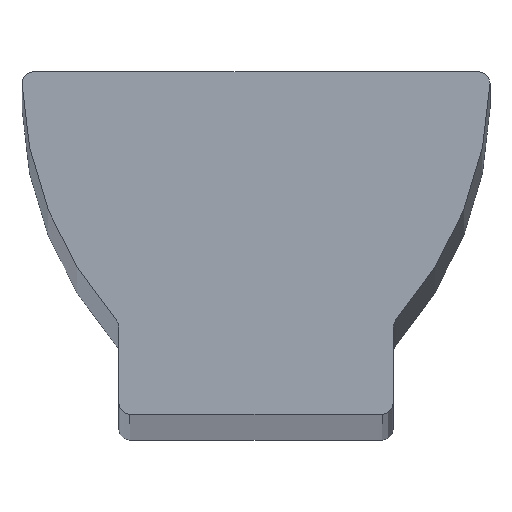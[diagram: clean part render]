
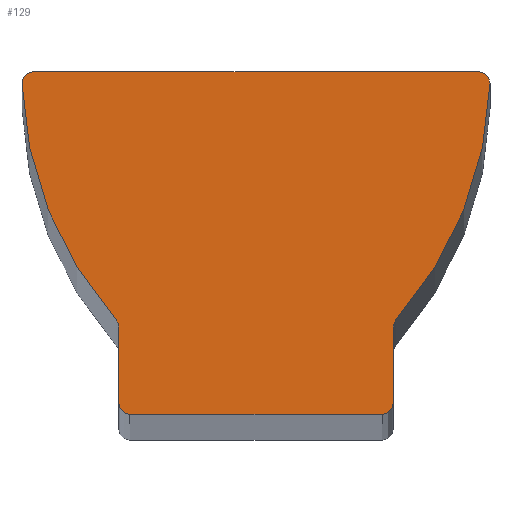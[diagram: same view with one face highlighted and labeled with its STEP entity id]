
A CAD part, top view. The second image highlights one B-rep face of the part: STEP entity #129.
In plain terms, the highlighted planar face has unit normal (0, 0, 1).
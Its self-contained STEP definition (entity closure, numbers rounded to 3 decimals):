
#6 = ORIENTED_EDGE ( 'NONE', *, *, #94, .T. ) ;
#19 = VERTEX_POINT ( 'NONE', #364 ) ;
#26 = EDGE_CURVE ( 'NONE', #49, #61, #235, .T. ) ;
#38 = EDGE_CURVE ( 'NONE', #53, #41, #207, .T. ) ;
#40 = EDGE_CURVE ( 'NONE', #41, #47, #212, .T. ) ;
#41 = VERTEX_POINT ( 'NONE', #264 ) ;
#47 = VERTEX_POINT ( 'NONE', #275 ) ;
#49 = VERTEX_POINT ( 'NONE', #262 ) ;
#53 = VERTEX_POINT ( 'NONE', #269 ) ;
#59 = EDGE_CURVE ( 'NONE', #61, #53, #326, .T. ) ;
#61 = VERTEX_POINT ( 'NONE', #316 ) ;
#73 = VERTEX_POINT ( 'NONE', #305 ) ;
#75 = EDGE_CURVE ( 'NONE', #90, #152, #307, .T. ) ;
#77 = EDGE_CURVE ( 'NONE', #73, #148, #359, .T. ) ;
#85 = EDGE_CURVE ( 'NONE', #19, #90, #341, .T. ) ;
#90 = VERTEX_POINT ( 'NONE', #346 ) ;
#94 = EDGE_CURVE ( 'NONE', #131, #135, #242, .T. ) ;
#108 = EDGE_CURVE ( 'NONE', #47, #19, #283, .T. ) ;
#112 = ORIENTED_EDGE ( 'NONE', *, *, #108, .T. ) ;
#116 = ORIENTED_EDGE ( 'NONE', *, *, #171, .T. ) ;
#117 = ORIENTED_EDGE ( 'NONE', *, *, #180, .T. ) ;
#120 = ORIENTED_EDGE ( 'NONE', *, *, #169, .T. ) ;
#122 = ORIENTED_EDGE ( 'NONE', *, *, #85, .T. ) ;
#125 = ORIENTED_EDGE ( 'NONE', *, *, #77, .T. ) ;
#126 = ORIENTED_EDGE ( 'NONE', *, *, #75, .T. ) ;
#127 = ORIENTED_EDGE ( 'NONE', *, *, #139, .T. ) ;
#128 = ORIENTED_EDGE ( 'NONE', *, *, #59, .T. ) ;
#129 = ADVANCED_FACE ( 'NONE', ( #279 ), #287, .F. ) ;
#131 = VERTEX_POINT ( 'NONE', #455 ) ;
#132 = ORIENTED_EDGE ( 'NONE', *, *, #38, .T. ) ;
#133 = ORIENTED_EDGE ( 'NONE', *, *, #26, .T. ) ;
#135 = VERTEX_POINT ( 'NONE', #437 ) ;
#139 = EDGE_CURVE ( 'NONE', #135, #140, #454, .T. ) ;
#140 = VERTEX_POINT ( 'NONE', #412 ) ;
#147 = EDGE_LOOP ( 'NONE', ( #133, #128, #132, #176, #112, #122, #126, #117, #125, #120, #6, #127, #116 ) ) ;
#148 = VERTEX_POINT ( 'NONE', #411 ) ;
#152 = VERTEX_POINT ( 'NONE', #408 ) ;
#169 = EDGE_CURVE ( 'NONE', #148, #131, #433, .T. ) ;
#171 = EDGE_CURVE ( 'NONE', #140, #49, #450, .T. ) ;
#176 = ORIENTED_EDGE ( 'NONE', *, *, #40, .T. ) ;
#180 = EDGE_CURVE ( 'NONE', #152, #73, #467, .T. ) ;
#193 = DIRECTION ( 'NONE',  ( -1., 0., 0. ) ) ;
#194 = DIRECTION ( 'NONE',  ( 0., 0., 1. ) ) ;
#195 = CARTESIAN_POINT ( 'NONE',  ( -4.831, 11.887, 254. ) ) ;
#203 = DIRECTION ( 'NONE',  ( -1., 0., 0. ) ) ;
#204 = DIRECTION ( 'NONE',  ( 0., 0., 1. ) ) ;
#207 = CIRCLE ( 'NONE', #230, 12.959 ) ;
#211 = CARTESIAN_POINT ( 'NONE',  ( 4.831, 11.887, 254. ) ) ;
#212 = CIRCLE ( 'NONE', #276, 0.381 ) ;
#230 = AXIS2_PLACEMENT_3D ( 'NONE', #211, #273, #272 ) ;
#235 = CIRCLE ( 'NONE', #304, 0.381 ) ;
#242 = CIRCLE ( 'NONE', #245, 12.959 ) ;
#245 = AXIS2_PLACEMENT_3D ( 'NONE', #195, #194, #193 ) ;
#247 = CARTESIAN_POINT ( 'NONE',  ( -7.741, 11.506, 254. ) ) ;
#261 = AXIS2_PLACEMENT_3D ( 'NONE', #314, #313, #312 ) ;
#262 = CARTESIAN_POINT ( 'NONE',  ( -7.741, 11.887, 254. ) ) ;
#264 = CARTESIAN_POINT ( 'NONE',  ( -4.859, 3.282, 254. ) ) ;
#265 = DIRECTION ( 'NONE',  ( -1., 0., 0. ) ) ;
#266 = DIRECTION ( 'NONE',  ( 0., 0., -1. ) ) ;
#269 = CARTESIAN_POINT ( 'NONE',  ( -8.122, 11.495, 254. ) ) ;
#272 = DIRECTION ( 'NONE',  ( 1., 0., 0. ) ) ;
#273 = DIRECTION ( 'NONE',  ( 0., 0., 1. ) ) ;
#274 = CARTESIAN_POINT ( 'NONE',  ( -5.143, 3.029, 254. ) ) ;
#275 = CARTESIAN_POINT ( 'NONE',  ( -4.763, 3.029, 254. ) ) ;
#276 = AXIS2_PLACEMENT_3D ( 'NONE', #274, #266, #265 ) ;
#278 = CARTESIAN_POINT ( 'NONE',  ( -7.741, 11.506, 254. ) ) ;
#279 = FACE_OUTER_BOUND ( 'NONE', #147, .T. ) ;
#280 = DIRECTION ( 'NONE',  ( 0., -1., 0. ) ) ;
#281 = VECTOR ( 'NONE', #280, 1000. ) ;
#282 = CARTESIAN_POINT ( 'NONE',  ( -4.763, 0.381, 254. ) ) ;
#283 = LINE ( 'NONE', #282, #281 ) ;
#286 = AXIS2_PLACEMENT_3D ( 'NONE', #278, #299, #298 ) ;
#287 = PLANE ( 'NONE',  #286 ) ;
#298 = DIRECTION ( 'NONE',  ( -1., 0., 0. ) ) ;
#299 = DIRECTION ( 'NONE',  ( 0., 0., -1. ) ) ;
#304 = AXIS2_PLACEMENT_3D ( 'NONE', #247, #204, #203 ) ;
#305 = CARTESIAN_POINT ( 'NONE',  ( 4.763, 0.381, 254. ) ) ;
#306 = CARTESIAN_POINT ( 'NONE',  ( -4.382, 0., 254. ) ) ;
#307 = LINE ( 'NONE', #306, #361 ) ;
#312 = DIRECTION ( 'NONE',  ( -1., 0., 0. ) ) ;
#313 = DIRECTION ( 'NONE',  ( 0., 0., 1. ) ) ;
#314 = CARTESIAN_POINT ( 'NONE',  ( -7.741, 11.506, 254. ) ) ;
#316 = CARTESIAN_POINT ( 'NONE',  ( -8.122, 11.506, 254. ) ) ;
#326 = CIRCLE ( 'NONE', #261, 0.381 ) ;
#332 = DIRECTION ( 'NONE',  ( 1., 0., 0. ) ) ;
#333 = DIRECTION ( 'NONE',  ( 0., 0., 1. ) ) ;
#334 = AXIS2_PLACEMENT_3D ( 'NONE', #339, #333, #332 ) ;
#339 = CARTESIAN_POINT ( 'NONE',  ( -4.382, 0.381, 254. ) ) ;
#341 = CIRCLE ( 'NONE', #334, 0.381 ) ;
#346 = CARTESIAN_POINT ( 'NONE',  ( -4.382, 0., 254. ) ) ;
#356 = DIRECTION ( 'NONE',  ( 0., 1., 0. ) ) ;
#357 = VECTOR ( 'NONE', #356, 1000. ) ;
#358 = CARTESIAN_POINT ( 'NONE',  ( 4.763, 0.381, 254. ) ) ;
#359 = LINE ( 'NONE', #358, #357 ) ;
#360 = DIRECTION ( 'NONE',  ( 1., 0., 0. ) ) ;
#361 = VECTOR ( 'NONE', #360, 1000. ) ;
#364 = CARTESIAN_POINT ( 'NONE',  ( -4.763, 0.381, 254. ) ) ;
#395 = DIRECTION ( 'NONE',  ( -1., 0., 0. ) ) ;
#397 = AXIS2_PLACEMENT_3D ( 'NONE', #404, #403, #402 ) ;
#402 = DIRECTION ( 'NONE',  ( -1., 0., 0. ) ) ;
#403 = DIRECTION ( 'NONE',  ( 0., 0., 1. ) ) ;
#404 = CARTESIAN_POINT ( 'NONE',  ( 7.741, 11.506, 254. ) ) ;
#408 = CARTESIAN_POINT ( 'NONE',  ( 4.382, 0., 254. ) ) ;
#411 = CARTESIAN_POINT ( 'NONE',  ( 4.763, 3.029, 254. ) ) ;
#412 = CARTESIAN_POINT ( 'NONE',  ( 7.741, 11.887, 254. ) ) ;
#433 = CIRCLE ( 'NONE', #449, 0.381 ) ;
#437 = CARTESIAN_POINT ( 'NONE',  ( 8.122, 11.495, 254. ) ) ;
#441 = VECTOR ( 'NONE', #395, 1000. ) ;
#442 = CARTESIAN_POINT ( 'NONE',  ( -7.741, 11.887, 254. ) ) ;
#447 = DIRECTION ( 'NONE',  ( -1., 0., 0. ) ) ;
#448 = DIRECTION ( 'NONE',  ( 0., 0., -1. ) ) ;
#449 = AXIS2_PLACEMENT_3D ( 'NONE', #456, #448, #447 ) ;
#450 = LINE ( 'NONE', #442, #441 ) ;
#454 = CIRCLE ( 'NONE', #397, 0.381 ) ;
#455 = CARTESIAN_POINT ( 'NONE',  ( 4.859, 3.282, 254. ) ) ;
#456 = CARTESIAN_POINT ( 'NONE',  ( 5.143, 3.029, 254. ) ) ;
#460 = CARTESIAN_POINT ( 'NONE',  ( 4.382, 0.381, 254. ) ) ;
#461 = DIRECTION ( 'NONE',  ( 0., 0., 1. ) ) ;
#467 = CIRCLE ( 'NONE', #518, 0.381 ) ;
#511 = DIRECTION ( 'NONE',  ( 1., 0., 0. ) ) ;
#518 = AXIS2_PLACEMENT_3D ( 'NONE', #460, #461, #511 ) ;
